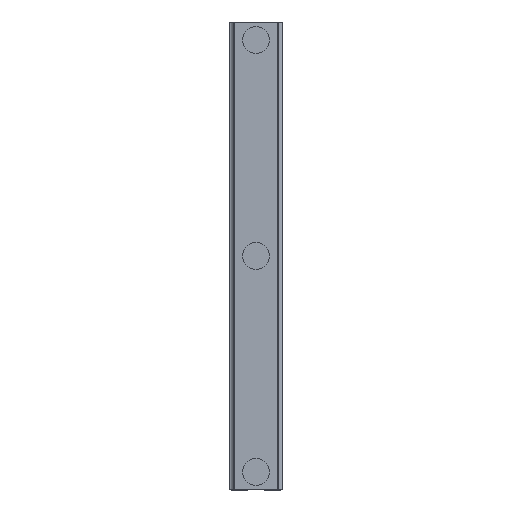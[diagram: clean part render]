
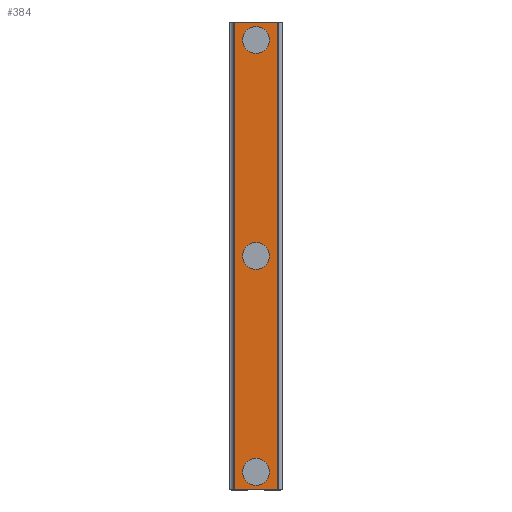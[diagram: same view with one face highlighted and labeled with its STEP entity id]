
A CAD part, top view. The second image highlights one B-rep face of the part: STEP entity #384.
In plain terms, the highlighted planar face has unit normal (0, 0, 1).
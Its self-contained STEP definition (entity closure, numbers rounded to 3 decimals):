
#384=ADVANCED_FACE('',(#788,#789,#790,#791),#792,.T.);
#788=FACE_BOUND('',#1205,.T.);
#789=FACE_BOUND('',#1206,.T.);
#790=FACE_BOUND('',#1207,.T.);
#791=FACE_OUTER_BOUND('',#1208,.T.);
#792=PLANE('',#1209);
#1205=EDGE_LOOP('',(#2353,#2354));
#1206=EDGE_LOOP('',(#2355,#2356));
#1207=EDGE_LOOP('',(#2357,#2358));
#1208=EDGE_LOOP('',(#2359,#2360,#2361,#2362));
#1209=AXIS2_PLACEMENT_3D('',#2363,#2364,#2365);
#2353=ORIENTED_EDGE('',*,*,#2561,.T.);
#2354=ORIENTED_EDGE('',*,*,#2916,.T.);
#2355=ORIENTED_EDGE('',*,*,#2549,.T.);
#2356=ORIENTED_EDGE('',*,*,#2934,.T.);
#2357=ORIENTED_EDGE('',*,*,#2537,.T.);
#2358=ORIENTED_EDGE('',*,*,#2943,.T.);
#2359=ORIENTED_EDGE('',*,*,#2897,.T.);
#2360=ORIENTED_EDGE('',*,*,#2986,.F.);
#2361=ORIENTED_EDGE('',*,*,#2771,.T.);
#2362=ORIENTED_EDGE('',*,*,#2984,.T.);
#2363=CARTESIAN_POINT('',(0.0,130.0,12.5));
#2364=DIRECTION('',(0.0,0.0,1.0));
#2365=DIRECTION('',(-1.0,0.0,0.0));
#2537=EDGE_CURVE('',#3042,#3039,#3043,.T.);
#2549=EDGE_CURVE('',#3064,#3061,#3065,.T.);
#2561=EDGE_CURVE('',#3086,#3083,#3087,.T.);
#2771=EDGE_CURVE('',#3406,#3404,#3407,.T.);
#2897=EDGE_CURVE('',#3613,#3611,#3614,.T.);
#2916=EDGE_CURVE('',#3083,#3086,#3649,.T.);
#2934=EDGE_CURVE('',#3061,#3064,#3671,.T.);
#2943=EDGE_CURVE('',#3039,#3042,#3681,.T.);
#2984=EDGE_CURVE('',#3404,#3613,#3723,.T.);
#2986=EDGE_CURVE('',#3406,#3611,#3725,.T.);
#3039=VERTEX_POINT('',#3780);
#3042=VERTEX_POINT('',#3784);
#3043=CIRCLE('',#3785,3.75);
#3061=VERTEX_POINT('',#3806);
#3064=VERTEX_POINT('',#3810);
#3065=CIRCLE('',#3811,3.75);
#3083=VERTEX_POINT('',#3832);
#3086=VERTEX_POINT('',#3836);
#3087=CIRCLE('',#3837,3.75);
#3404=VERTEX_POINT('',#4284);
#3406=VERTEX_POINT('',#4287);
#3407=LINE('',#4288,#4289);
#3611=VERTEX_POINT('',#4575);
#3613=VERTEX_POINT('',#4578);
#3614=LINE('',#4579,#4580);
#3649=CIRCLE('',#4623,3.75);
#3671=CIRCLE('',#4651,3.75);
#3681=CIRCLE('',#4662,3.75);
#3723=LINE('',#4721,#4722);
#3725=LINE('',#4724,#4725);
#3780=CARTESIAN_POINT('',(3.75,5.0,12.5));
#3784=CARTESIAN_POINT('',(-3.75,5.0,12.5));
#3785=AXIS2_PLACEMENT_3D('',#4797,#4798,#4799);
#3806=CARTESIAN_POINT('',(3.75,65.0,12.5));
#3810=CARTESIAN_POINT('',(-3.75,65.0,12.5));
#3811=AXIS2_PLACEMENT_3D('',#4819,#4820,#4821);
#3832=CARTESIAN_POINT('',(3.75,125.0,12.5));
#3836=CARTESIAN_POINT('',(-3.75,125.0,12.5));
#3837=AXIS2_PLACEMENT_3D('',#4841,#4842,#4843);
#4284=CARTESIAN_POINT('',(-6.094,130.0,12.5));
#4287=CARTESIAN_POINT('',(6.094,130.0,12.5));
#4288=CARTESIAN_POINT('',(6.094,130.0,12.5));
#4289=VECTOR('',#5050,1.0);
#4575=CARTESIAN_POINT('',(6.094,0.0,12.5));
#4578=CARTESIAN_POINT('',(-6.094,0.0,12.5));
#4579=CARTESIAN_POINT('',(6.094,0.0,12.5));
#4580=VECTOR('',#5188,1.0);
#4623=AXIS2_PLACEMENT_3D('',#5224,#5225,#5226);
#4651=AXIS2_PLACEMENT_3D('',#5251,#5252,#5253);
#4662=AXIS2_PLACEMENT_3D('',#5264,#5265,#5266);
#4721=CARTESIAN_POINT('',(-6.094,130.0,12.5));
#4722=VECTOR('',#5293,1.0);
#4724=CARTESIAN_POINT('',(6.094,130.0,12.5));
#4725=VECTOR('',#5294,1.0);
#4797=CARTESIAN_POINT('',(0.0,5.0,12.5));
#4798=DIRECTION('',(0.0,0.0,-1.0));
#4799=DIRECTION('',(1.0,0.0,0.0));
#4819=CARTESIAN_POINT('',(0.0,65.0,12.5));
#4820=DIRECTION('',(0.0,0.0,-1.0));
#4821=DIRECTION('',(1.0,0.0,0.0));
#4841=CARTESIAN_POINT('',(0.0,125.0,12.5));
#4842=DIRECTION('',(0.0,0.0,-1.0));
#4843=DIRECTION('',(1.0,0.0,0.0));
#5050=DIRECTION('',(-1.0,0.0,0.0));
#5188=DIRECTION('',(1.0,0.0,0.0));
#5224=CARTESIAN_POINT('',(0.0,125.0,12.5));
#5225=DIRECTION('',(0.0,0.0,-1.0));
#5226=DIRECTION('',(1.0,0.0,0.0));
#5251=CARTESIAN_POINT('',(0.0,65.0,12.5));
#5252=DIRECTION('',(0.0,0.0,-1.0));
#5253=DIRECTION('',(1.0,0.0,0.0));
#5264=CARTESIAN_POINT('',(0.0,5.0,12.5));
#5265=DIRECTION('',(0.0,0.0,-1.0));
#5266=DIRECTION('',(1.0,0.0,0.0));
#5293=DIRECTION('',(0.0,-1.0,0.0));
#5294=DIRECTION('',(0.0,-1.0,0.0));
